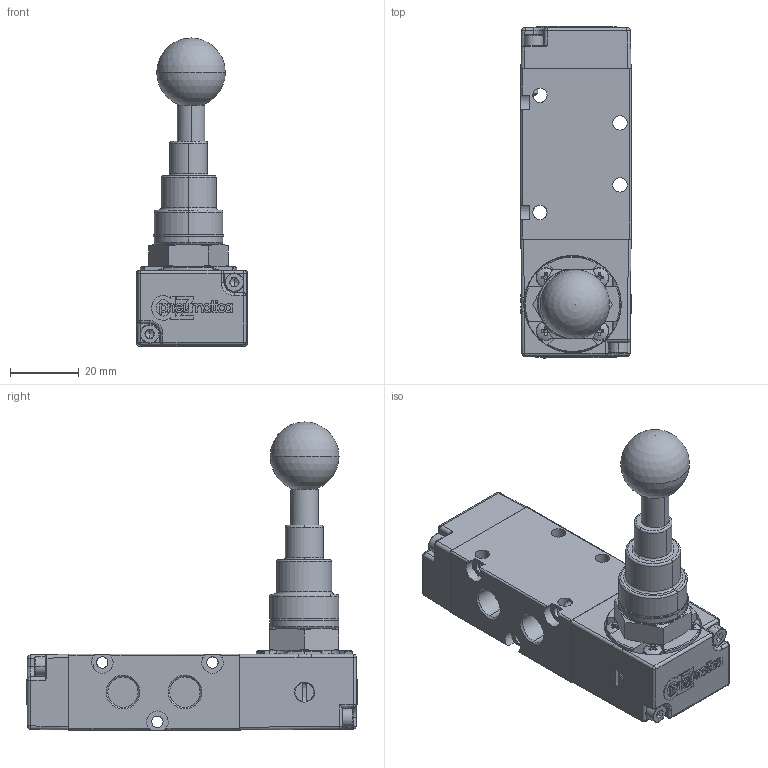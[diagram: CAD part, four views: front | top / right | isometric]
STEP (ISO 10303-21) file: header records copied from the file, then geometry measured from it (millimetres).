
FILE_DESCRIPTION (( 'STEP AP214' ), '1' );
FILE_NAME ('00_059_4.STEP', '2016-01-11T15:19:43', ( '' ), ( '' ), 'SwSTEP 2.0', 'SolidWorks 2016', '' );
FILE_SCHEMA (( 'AUTOMOTIVE_DESIGN' ));
Length unit declared in the file: millimetre
Products named in the file (1): 00_059_4
Bounding box: 32 x 96.43 x 89.47 mm (x, y, z)
Volume: 75839.8 mm3; surface area: 24218.1 mm2
Topology: 12 solids, 12 shells, 1466 faces, 4043 edges, 2607 vertices
Faces by surface type: plane 1080, cylinder 158, cone 130, bspline 50, torus 42, sphere 6
Entity records: 61848 total; most frequent: CARTESIAN_POINT 16143, ORIENTED_EDGE 8012, DIRECTION 6728, EDGE_CURVE 4006, VECTOR 2646, LINE 2646, VERTEX_POINT 2604, AXIS2_PLACEMENT_3D 2041
